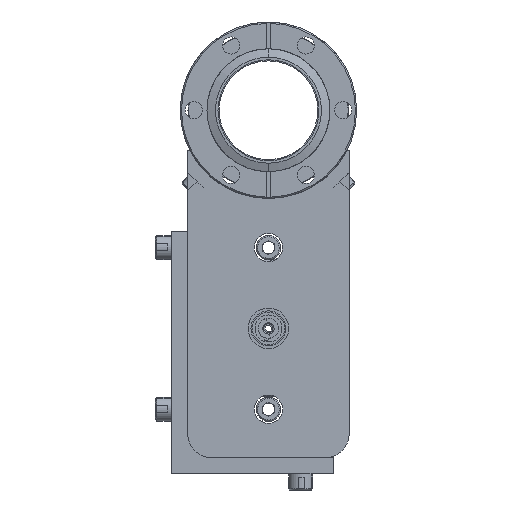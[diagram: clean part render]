
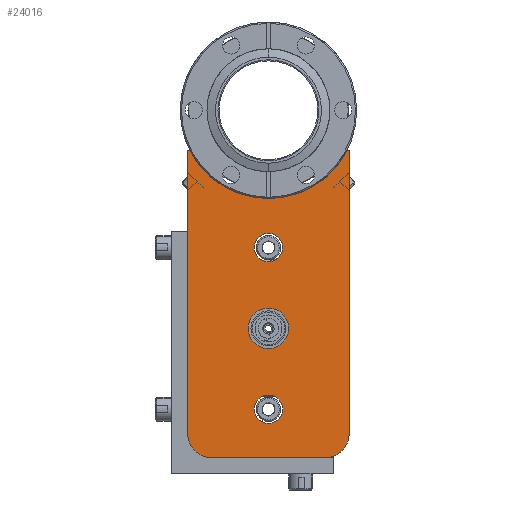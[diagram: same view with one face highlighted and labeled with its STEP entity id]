
A CAD part, front view. The second image highlights one B-rep face of the part: STEP entity #24016.
In plain terms, the highlighted planar face has unit normal (0, -1, 0).
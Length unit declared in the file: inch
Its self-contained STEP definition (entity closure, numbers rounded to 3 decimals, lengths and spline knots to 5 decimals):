
#106 = EDGE_CURVE ( 'NONE', #5913, #9557, #2320, .T. ) ;
#192 = ORIENTED_EDGE ( 'NONE', *, *, #2087, .F. ) ;
#201 = VERTEX_POINT ( 'NONE', #21798 ) ;
#316 = CIRCLE ( 'NONE', #24756, 1.365 ) ;
#602 = FACE_OUTER_BOUND ( 'NONE', #23874, .T. ) ;
#659 = DIRECTION ( 'NONE',  ( 0., 0., -1. ) ) ;
#928 = DIRECTION ( 'NONE',  ( 0., 0., 1. ) ) ;
#942 = VECTOR ( 'NONE', #10814, 39.37008 ) ;
#1705 = ORIENTED_EDGE ( 'NONE', *, *, #3058, .F. ) ;
#1957 = AXIS2_PLACEMENT_3D ( 'NONE', #20487, #8719, #22488 ) ;
#2014 = ORIENTED_EDGE ( 'NONE', *, *, #14535, .F. ) ;
#2046 = EDGE_CURVE ( 'NONE', #201, #13127, #10715, .T. ) ;
#2087 = EDGE_CURVE ( 'NONE', #11061, #21510, #22733, .T. ) ;
#2192 = CARTESIAN_POINT ( 'NONE',  ( 0., 0., -1.90625 ) ) ;
#2225 = AXIS2_PLACEMENT_3D ( 'NONE', #17254, #5475, #19247 ) ;
#2320 = CIRCLE ( 'NONE', #19814, 1.365 ) ;
#2417 = CIRCLE ( 'NONE', #21328, 0.21875 ) ;
#2548 = CIRCLE ( 'NONE', #19208, 0.31325 ) ;
#2752 = EDGE_CURVE ( 'NONE', #21510, #15896, #6194, .T. ) ;
#2861 = LINE ( 'NONE', #12661, #22633 ) ;
#3058 = EDGE_CURVE ( 'NONE', #22978, #11295, #2417, .T. ) ;
#3077 = ORIENTED_EDGE ( 'NONE', *, *, #11190, .T. ) ;
#3438 = CARTESIAN_POINT ( 'NONE',  ( 0., 0., -4.625 ) ) ;
#3946 = DIRECTION ( 'NONE',  ( 0., 1., 0. ) ) ;
#4286 = CARTESIAN_POINT ( 'NONE',  ( 0., 0., -2.125 ) ) ;
#4812 = DIRECTION ( 'NONE',  ( 0., 0., 1. ) ) ;
#4824 = EDGE_LOOP ( 'NONE', ( #3077, #9900 ) ) ;
#4899 = ORIENTED_EDGE ( 'NONE', *, *, #6495, .F. ) ;
#4994 = CARTESIAN_POINT ( 'NONE',  ( -0.875, 0., -5. ) ) ;
#5400 = CARTESIAN_POINT ( 'NONE',  ( 1.25, 0., -0.63665 ) ) ;
#5453 = DIRECTION ( 'NONE',  ( 0., 0., -1. ) ) ;
#5475 = DIRECTION ( 'NONE',  ( 0., -1., 0. ) ) ;
#5913 = VERTEX_POINT ( 'NONE', #8493 ) ;
#6036 = CARTESIAN_POINT ( 'NONE',  ( -1.23, 0., -0.63665 ) ) ;
#6194 = LINE ( 'NONE', #8825, #942 ) ;
#6275 = DIRECTION ( 'NONE',  ( 0., 0., -1. ) ) ;
#6495 = EDGE_CURVE ( 'NONE', #9557, #11061, #316, .T. ) ;
#6965 = VERTEX_POINT ( 'NONE', #22662 ) ;
#6982 = DIRECTION ( 'NONE',  ( 0., 0., -1. ) ) ;
#7100 = CARTESIAN_POINT ( 'NONE',  ( -0.875, 0., -5.375 ) ) ;
#7225 = AXIS2_PLACEMENT_3D ( 'NONE', #10456, #24219, #12394 ) ;
#7429 = AXIS2_PLACEMENT_3D ( 'NONE', #6036, #19803, #8037 ) ;
#7878 = ORIENTED_EDGE ( 'NONE', *, *, #2046, .F. ) ;
#7927 = CARTESIAN_POINT ( 'NONE',  ( 0., 0., -2.34375 ) ) ;
#7954 = PLANE ( 'NONE',  #7429 ) ;
#8037 = DIRECTION ( 'NONE',  ( 0., 0., 1. ) ) ;
#8204 = CARTESIAN_POINT ( 'NONE',  ( 0., 0., -3.68825 ) ) ;
#8385 = DIRECTION ( 'NONE',  ( 0., -1., 0. ) ) ;
#8493 = CARTESIAN_POINT ( 'NONE',  ( -1.21224, 0., -0.62746 ) ) ;
#8548 = AXIS2_PLACEMENT_3D ( 'NONE', #3438, #17234, #5453 ) ;
#8719 = DIRECTION ( 'NONE',  ( 0., 1., 0. ) ) ;
#8825 = CARTESIAN_POINT ( 'NONE',  ( 1.25, 0., -5. ) ) ;
#8902 = ORIENTED_EDGE ( 'NONE', *, *, #23320, .F. ) ;
#9419 = CARTESIAN_POINT ( 'NONE',  ( 1.21224, 0., -0.62746 ) ) ;
#9557 = VERTEX_POINT ( 'NONE', #9784 ) ;
#9784 = CARTESIAN_POINT ( 'NONE',  ( 0., 0., -1.365 ) ) ;
#9823 = VERTEX_POINT ( 'NONE', #20184 ) ;
#9900 = ORIENTED_EDGE ( 'NONE', *, *, #15457, .T. ) ;
#10089 = CIRCLE ( 'NONE', #8548, 0.21875 ) ;
#10135 = EDGE_CURVE ( 'NONE', #6965, #9823, #10089, .T. ) ;
#10161 = DIRECTION ( 'NONE',  ( 0., -1., 0. ) ) ;
#10456 = CARTESIAN_POINT ( 'NONE',  ( 1.23, 0., -0.63665 ) ) ;
#10715 = LINE ( 'NONE', #19977, #21785 ) ;
#10755 = AXIS2_PLACEMENT_3D ( 'NONE', #4994, #18775, #6982 ) ;
#10814 = DIRECTION ( 'NONE',  ( 0., 0., -1. ) ) ;
#11061 = VERTEX_POINT ( 'NONE', #9419 ) ;
#11190 = EDGE_CURVE ( 'NONE', #22551, #24273, #2548, .T. ) ;
#11295 = VERTEX_POINT ( 'NONE', #2192 ) ;
#11587 = CARTESIAN_POINT ( 'NONE',  ( 1.25, 0., -5. ) ) ;
#11729 = AXIS2_PLACEMENT_3D ( 'NONE', #4286, #18072, #6275 ) ;
#11872 = AXIS2_PLACEMENT_3D ( 'NONE', #24335, #12504, #659 ) ;
#12064 = DIRECTION ( 'NONE',  ( -1., 0., 0. ) ) ;
#12394 = DIRECTION ( 'NONE',  ( 0., 0., -1. ) ) ;
#12504 = DIRECTION ( 'NONE',  ( 0., 1., 0. ) ) ;
#12661 = CARTESIAN_POINT ( 'NONE',  ( -1.25, 0., -0.63665 ) ) ;
#12742 = DIRECTION ( 'NONE',  ( 0., 1., 0. ) ) ;
#12918 = ORIENTED_EDGE ( 'NONE', *, *, #18700, .F. ) ;
#13127 = VERTEX_POINT ( 'NONE', #7100 ) ;
#14535 = EDGE_CURVE ( 'NONE', #13127, #17343, #19879, .T. ) ;
#14589 = ORIENTED_EDGE ( 'NONE', *, *, #10135, .F. ) ;
#14835 = EDGE_CURVE ( 'NONE', #15896, #201, #18354, .T. ) ;
#15308 = EDGE_CURVE ( 'NONE', #11295, #22978, #16103, .T. ) ;
#15457 = EDGE_CURVE ( 'NONE', #24273, #22551, #22929, .T. ) ;
#15575 = VERTEX_POINT ( 'NONE', #18763 ) ;
#15618 = EDGE_LOOP ( 'NONE', ( #1705, #25436 ) ) ;
#15713 = FACE_BOUND ( 'NONE', #4824, .T. ) ;
#15729 = CARTESIAN_POINT ( 'NONE',  ( 0., 0., -3.375 ) ) ;
#15896 = VERTEX_POINT ( 'NONE', #11587 ) ;
#15940 = AXIS2_PLACEMENT_3D ( 'NONE', #24596, #12742, #928 ) ;
#16103 = CIRCLE ( 'NONE', #11729, 0.21875 ) ;
#16316 = ORIENTED_EDGE ( 'NONE', *, *, #2752, .F. ) ;
#17234 = DIRECTION ( 'NONE',  ( 0., -1., 0. ) ) ;
#17254 = CARTESIAN_POINT ( 'NONE',  ( 0., 0., -4.625 ) ) ;
#17324 = CIRCLE ( 'NONE', #2225, 0.21875 ) ;
#17342 = CIRCLE ( 'NONE', #15940, 0.02 ) ;
#17343 = VERTEX_POINT ( 'NONE', #21166 ) ;
#17728 = DIRECTION ( 'NONE',  ( 0., 0., 1. ) ) ;
#17911 = EDGE_LOOP ( 'NONE', ( #14589, #8902 ) ) ;
#18072 = DIRECTION ( 'NONE',  ( 0., -1., 0. ) ) ;
#18354 = CIRCLE ( 'NONE', #11872, 0.375 ) ;
#18529 = CARTESIAN_POINT ( 'NONE',  ( 0., 0., -3.06175 ) ) ;
#18667 = EDGE_CURVE ( 'NONE', #17343, #15575, #2861, .T. ) ;
#18700 = EDGE_CURVE ( 'NONE', #15575, #5913, #17342, .T. ) ;
#18763 = CARTESIAN_POINT ( 'NONE',  ( -1.25, 0., -0.63665 ) ) ;
#18775 = DIRECTION ( 'NONE',  ( 0., 1., 0. ) ) ;
#19208 = AXIS2_PLACEMENT_3D ( 'NONE', #15729, #3946, #17728 ) ;
#19247 = DIRECTION ( 'NONE',  ( 0., 0., -1. ) ) ;
#19803 = DIRECTION ( 'NONE',  ( 0., 1., 0. ) ) ;
#19814 = AXIS2_PLACEMENT_3D ( 'NONE', #20874, #22879, #24869 ) ;
#19879 = CIRCLE ( 'NONE', #10755, 0.375 ) ;
#19977 = CARTESIAN_POINT ( 'NONE',  ( -0.875, 0., -5.375 ) ) ;
#20146 = CARTESIAN_POINT ( 'NONE',  ( 0., 0., 0. ) ) ;
#20184 = CARTESIAN_POINT ( 'NONE',  ( 0., 0., -4.40625 ) ) ;
#20371 = FACE_BOUND ( 'NONE', #17911, .T. ) ;
#20487 = CARTESIAN_POINT ( 'NONE',  ( 0., 0., -3.375 ) ) ;
#20874 = CARTESIAN_POINT ( 'NONE',  ( 0., 0., 0. ) ) ;
#21166 = CARTESIAN_POINT ( 'NONE',  ( -1.25, 0., -5. ) ) ;
#21328 = AXIS2_PLACEMENT_3D ( 'NONE', #21958, #10161, #23939 ) ;
#21510 = VERTEX_POINT ( 'NONE', #5400 ) ;
#21785 = VECTOR ( 'NONE', #12064, 39.37008 ) ;
#21798 = CARTESIAN_POINT ( 'NONE',  ( 0.875, 0., -5.375 ) ) ;
#21958 = CARTESIAN_POINT ( 'NONE',  ( 0., 0., -2.125 ) ) ;
#22141 = DIRECTION ( 'NONE',  ( 0., 0., 1. ) ) ;
#22218 = ORIENTED_EDGE ( 'NONE', *, *, #18667, .F. ) ;
#22488 = DIRECTION ( 'NONE',  ( 0., 0., 1. ) ) ;
#22551 = VERTEX_POINT ( 'NONE', #8204 ) ;
#22633 = VECTOR ( 'NONE', #4812, 39.37008 ) ;
#22653 = ORIENTED_EDGE ( 'NONE', *, *, #106, .F. ) ;
#22662 = CARTESIAN_POINT ( 'NONE',  ( 0., 0., -4.84375 ) ) ;
#22733 = CIRCLE ( 'NONE', #7225, 0.02 ) ;
#22879 = DIRECTION ( 'NONE',  ( 0., -1., 0. ) ) ;
#22929 = CIRCLE ( 'NONE', #1957, 0.31325 ) ;
#22978 = VERTEX_POINT ( 'NONE', #7927 ) ;
#23320 = EDGE_CURVE ( 'NONE', #9823, #6965, #17324, .T. ) ;
#23874 = EDGE_LOOP ( 'NONE', ( #12918, #22218, #2014, #7878, #24741, #16316, #192, #4899, #22653 ) ) ;
#23939 = DIRECTION ( 'NONE',  ( 0., 0., -1. ) ) ;
#24016 = ADVANCED_FACE ( 'NONE', ( #25646, #20371, #602, #15713 ), #7954, .F. ) ;
#24219 = DIRECTION ( 'NONE',  ( 0., 1., 0. ) ) ;
#24273 = VERTEX_POINT ( 'NONE', #18529 ) ;
#24335 = CARTESIAN_POINT ( 'NONE',  ( 0.875, 0., -5. ) ) ;
#24596 = CARTESIAN_POINT ( 'NONE',  ( -1.23, 0., -0.63665 ) ) ;
#24741 = ORIENTED_EDGE ( 'NONE', *, *, #14835, .F. ) ;
#24756 = AXIS2_PLACEMENT_3D ( 'NONE', #20146, #8385, #22141 ) ;
#24869 = DIRECTION ( 'NONE',  ( 0., 0., 1. ) ) ;
#25436 = ORIENTED_EDGE ( 'NONE', *, *, #15308, .F. ) ;
#25646 = FACE_BOUND ( 'NONE', #15618, .T. ) ;
